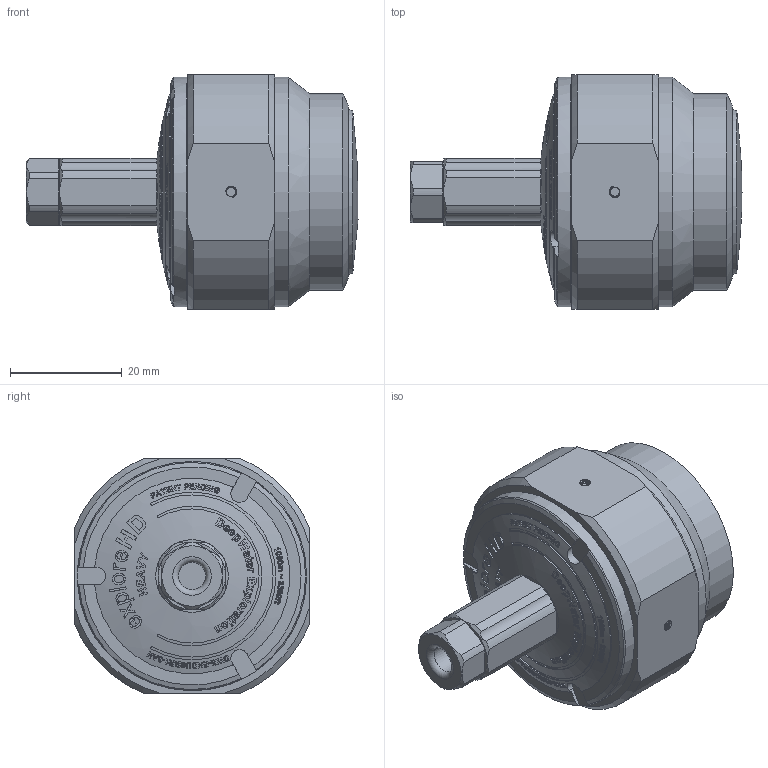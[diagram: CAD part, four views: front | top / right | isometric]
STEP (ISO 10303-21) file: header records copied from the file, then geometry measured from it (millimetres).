
FILE_DESCRIPTION(/* description */ (''),/* implementation_level */ '2;1');
FILE_NAME(/* name */ 'eHD Heavy Public Release v3.step',/* time_stamp */ '2024-02-07T17:23:24-08:00',/* author */ (''),/* organization */ (''),/* preprocessor_version */ 'ST-DEVELOPER v20',/* originating_system */ 'Autodesk Translation Framework v12.20.1.177',/* authorisation */ '');
FILE_SCHEMA (('AUTOMOTIVE_DESIGN { 1 0 10303 214 3 1 1 }'));
Products named in the file (8): eHD Heavy Public Release; 2P Type 3AH Body Rev2 v24; End Cap Type 3AH v13; Heavy Dome v21; WLP-M06-4.5MM-PUBLIC v1; eHD H Gasket v5; Camera v1; 3AH Name Ring v11
Assembly tree (7 placements, depth 2):
  eHD Heavy Public Release
    2P Type 3AH Body Rev2 v24
    End Cap Type 3AH v13
    Heavy Dome v21
    WLP-M06-4.5MM-PUBLIC v1
    eHD H Gasket v5
    Camera v1
    3AH Name Ring v11
Bounding box: 59.39 x 42 x 42 mm (x, y, z)
Volume: 46827.9 mm3; surface area: 9424.6 mm2
Topology: 4 solids, 4 shells, 1600 faces, 4388 edges, 2917 vertices
Faces by surface type: bspline 743, plane 586, cylinder 120, sphere 103, cone 41, torus 7
Full cylindrical faces by diameter (mm): 1.623 x8, 2.074 x4, 3.3 x1, 4.8 x1, 4.817 x8, 4.9 x1, 5.035 x4, 5.9 x7, 6.147 x2, 7 x1, 11 x1, 29.5 x1, 35.2 x1, 41 x2
Entity records: 82761 total; most frequent: CARTESIAN_POINT 46260, ORIENTED_EDGE 8776, DIRECTION 5575, EDGE_CURVE 4388, VERTEX_POINT 2917, AXIS2_PLACEMENT_3D 2039, EDGE_LOOP 1725, B_SPLINE_CURVE_WITH_KNOTS 1660
